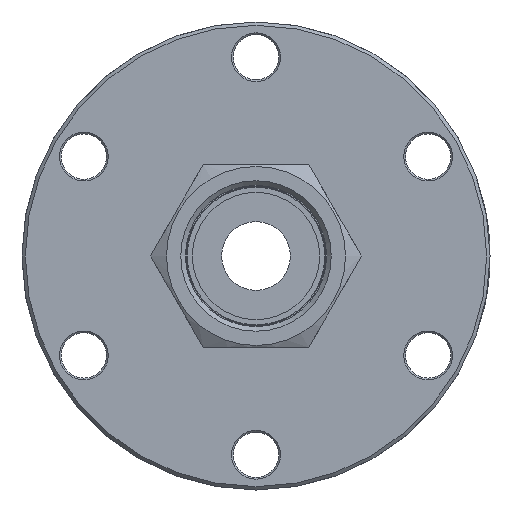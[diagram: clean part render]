
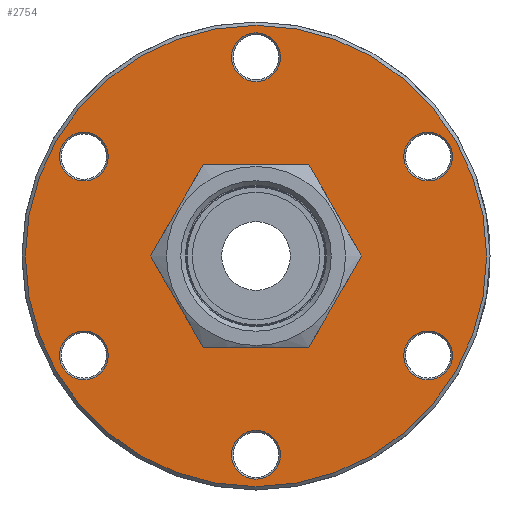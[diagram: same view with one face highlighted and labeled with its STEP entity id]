
A CAD part, front view. The second image highlights one B-rep face of the part: STEP entity #2754.
In plain terms, the highlighted planar face has unit normal (0, -1, 0).
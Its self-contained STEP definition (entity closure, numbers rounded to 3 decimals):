
#244=FACE_BOUND('',#518,.T.);
#245=FACE_BOUND('',#519,.T.);
#246=FACE_BOUND('',#520,.T.);
#247=FACE_BOUND('',#521,.T.);
#248=FACE_BOUND('',#522,.T.);
#249=FACE_BOUND('',#523,.T.);
#250=FACE_BOUND('',#524,.T.);
#278=PLANE('',#3022);
#362=FACE_OUTER_BOUND('',#517,.T.);
#517=EDGE_LOOP('',(#1878));
#518=EDGE_LOOP('',(#1879));
#519=EDGE_LOOP('',(#1880));
#520=EDGE_LOOP('',(#1881));
#521=EDGE_LOOP('',(#1882));
#522=EDGE_LOOP('',(#1883));
#523=EDGE_LOOP('',(#1884));
#524=EDGE_LOOP('',(#1885));
#1020=CIRCLE('',#3016,7.62);
#1024=CIRCLE('',#3021,34.05);
#1025=CIRCLE('',#3023,3.6);
#1026=CIRCLE('',#3024,3.6);
#1027=CIRCLE('',#3025,3.6);
#1028=CIRCLE('',#3026,3.6);
#1029=CIRCLE('',#3027,3.6);
#1030=CIRCLE('',#3028,3.6);
#1154=VERTEX_POINT('',#4014);
#1158=VERTEX_POINT('',#4024);
#1159=VERTEX_POINT('',#4028);
#1160=VERTEX_POINT('',#4030);
#1161=VERTEX_POINT('',#4032);
#1162=VERTEX_POINT('',#4034);
#1163=VERTEX_POINT('',#4036);
#1164=VERTEX_POINT('',#4038);
#1443=EDGE_CURVE('',#1154,#1154,#1020,.T.);
#1449=EDGE_CURVE('',#1158,#1158,#1024,.T.);
#1450=EDGE_CURVE('',#1159,#1159,#1025,.T.);
#1451=EDGE_CURVE('',#1160,#1160,#1026,.T.);
#1452=EDGE_CURVE('',#1161,#1161,#1027,.T.);
#1453=EDGE_CURVE('',#1162,#1162,#1028,.T.);
#1454=EDGE_CURVE('',#1163,#1163,#1029,.T.);
#1455=EDGE_CURVE('',#1164,#1164,#1030,.T.);
#1878=ORIENTED_EDGE('',*,*,#1449,.F.);
#1879=ORIENTED_EDGE('',*,*,#1443,.T.);
#1880=ORIENTED_EDGE('',*,*,#1450,.F.);
#1881=ORIENTED_EDGE('',*,*,#1451,.F.);
#1882=ORIENTED_EDGE('',*,*,#1452,.F.);
#1883=ORIENTED_EDGE('',*,*,#1453,.F.);
#1884=ORIENTED_EDGE('',*,*,#1454,.F.);
#1885=ORIENTED_EDGE('',*,*,#1455,.F.);
#2754=ADVANCED_FACE('',(#362,#244,#245,#246,#247,#248,#249,#250),#278,.T.);
#3016=AXIS2_PLACEMENT_3D('',#4015,#3299,#3300);
#3021=AXIS2_PLACEMENT_3D('',#4026,#3311,#3312);
#3022=AXIS2_PLACEMENT_3D('',#4027,#3313,#3314);
#3023=AXIS2_PLACEMENT_3D('',#4029,#3315,#3316);
#3024=AXIS2_PLACEMENT_3D('',#4031,#3317,#3318);
#3025=AXIS2_PLACEMENT_3D('',#4033,#3319,#3320);
#3026=AXIS2_PLACEMENT_3D('',#4035,#3321,#3322);
#3027=AXIS2_PLACEMENT_3D('',#4037,#3323,#3324);
#3028=AXIS2_PLACEMENT_3D('',#4039,#3325,#3326);
#3299=DIRECTION('center_axis',(0.,1.,0.));
#3300=DIRECTION('ref_axis',(-1.,0.,0.));
#3311=DIRECTION('center_axis',(0.,1.,0.));
#3312=DIRECTION('ref_axis',(1.,0.,0.));
#3313=DIRECTION('center_axis',(0.,-1.,0.));
#3314=DIRECTION('ref_axis',(0.,0.,-1.));
#3315=DIRECTION('center_axis',(0.,-1.,0.));
#3316=DIRECTION('ref_axis',(0.5,0.,0.866));
#3317=DIRECTION('center_axis',(0.,-1.,0.));
#3318=DIRECTION('ref_axis',(-1.,0.,0.));
#3319=DIRECTION('center_axis',(0.,-1.,0.));
#3320=DIRECTION('ref_axis',(0.5,0.,-0.866));
#3321=DIRECTION('center_axis',(0.,-1.,0.));
#3322=DIRECTION('ref_axis',(1.,0.,0.));
#3323=DIRECTION('center_axis',(0.,-1.,0.));
#3324=DIRECTION('ref_axis',(-0.5,0.,-0.866));
#3325=DIRECTION('center_axis',(0.,-1.,0.));
#3326=DIRECTION('ref_axis',(-0.5,0.,0.866));
#4014=CARTESIAN_POINT('',(7.62,0.,0.));
#4015=CARTESIAN_POINT('Origin',(0.,0.,0.));
#4024=CARTESIAN_POINT('',(-34.05,0.,0.));
#4026=CARTESIAN_POINT('Origin',(0.,0.,0.));
#4027=CARTESIAN_POINT('Origin',(-34.55,0.,0.));
#4028=CARTESIAN_POINT('',(23.618,0.,-17.793));
#4029=CARTESIAN_POINT('Origin',(25.418,0.,-14.675));
#4030=CARTESIAN_POINT('',(3.6,0.,29.35));
#4031=CARTESIAN_POINT('Origin',(0.,0.,29.35));
#4032=CARTESIAN_POINT('',(-27.218,0.,-11.557));
#4033=CARTESIAN_POINT('Origin',(-25.418,0.,-14.675));
#4034=CARTESIAN_POINT('',(-3.6,0.,-29.35));
#4035=CARTESIAN_POINT('Origin',(0.,0.,-29.35));
#4036=CARTESIAN_POINT('',(-23.618,0.,17.793));
#4037=CARTESIAN_POINT('Origin',(-25.418,0.,14.675));
#4038=CARTESIAN_POINT('',(27.218,0.,11.557));
#4039=CARTESIAN_POINT('Origin',(25.418,0.,14.675));
